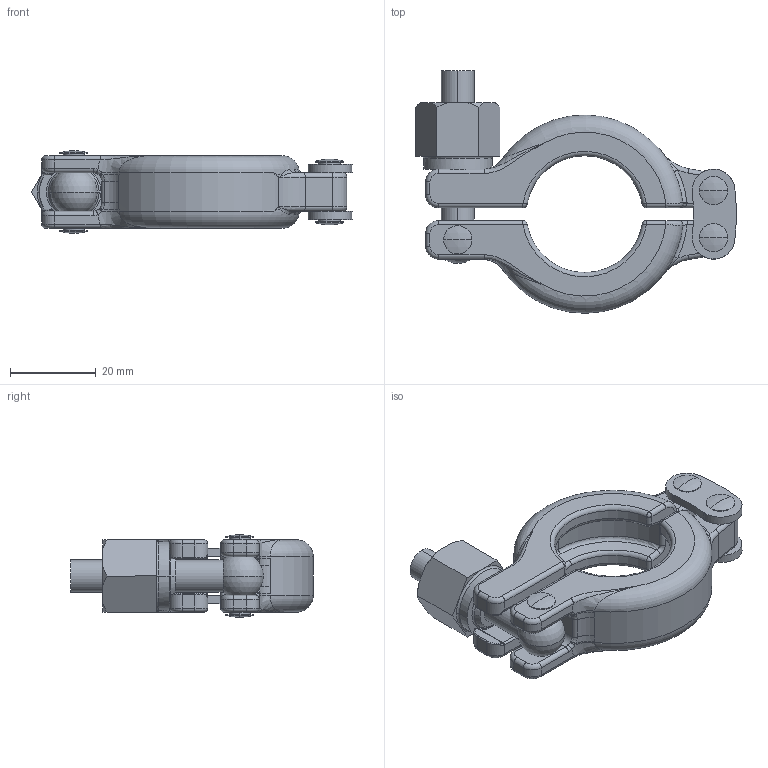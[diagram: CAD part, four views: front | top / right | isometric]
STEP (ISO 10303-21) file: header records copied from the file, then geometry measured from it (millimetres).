
FILE_DESCRIPTION (( 'STEP AP214' ), '1' );
FILE_NAME ('CL.SHX.D010 BLOCK.STEP', '2019-04-16T12:00:16', ( '' ), ( '' ), 'SwSTEP 2.0', 'SolidWorks 2019', '' );
FILE_SCHEMA (( 'AUTOMOTIVE_DESIGN' ));
Length unit declared in the file: millimetre
Products named in the file (1): CL.SHX.D010 BLOCK
Bounding box: 74.86 x 56.65 x 19.3 mm (x, y, z)
Volume: 23778 mm3; surface area: 12426.2 mm2
Topology: 3 solids, 3 shells, 414 faces, 982 edges, 561 vertices
Faces by surface type: cylinder 154, torus 77, plane 65, bspline 60, sphere 38, cone 20
Entity records: 14332 total; most frequent: CARTESIAN_POINT 5007, DIRECTION 2060, ORIENTED_EDGE 1914, EDGE_CURVE 957, AXIS2_PLACEMENT_3D 893, VERTEX_POINT 560, CIRCLE 538, EDGE_LOOP 439
